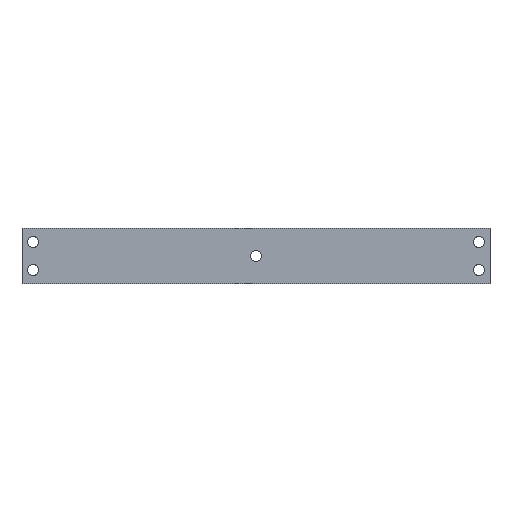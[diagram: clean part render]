
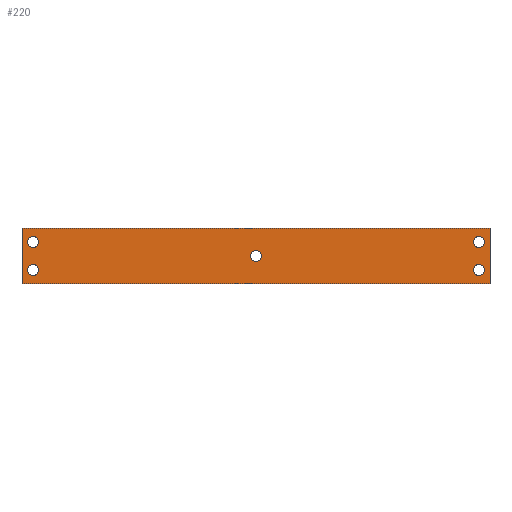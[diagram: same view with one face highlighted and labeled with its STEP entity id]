
A CAD part, top view. The second image highlights one B-rep face of the part: STEP entity #220.
In plain terms, the highlighted planar face has unit normal (0, 0, 1).
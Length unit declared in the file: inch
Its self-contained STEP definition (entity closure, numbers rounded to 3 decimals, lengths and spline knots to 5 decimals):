
#15=FACE_BOUND('',#52,.T.);
#16=FACE_BOUND('',#53,.T.);
#17=FACE_BOUND('',#54,.T.);
#18=FACE_BOUND('',#55,.T.);
#19=FACE_BOUND('',#56,.T.);
#29=PLANE('',#263);
#40=FACE_OUTER_BOUND('',#51,.T.);
#51=EDGE_LOOP('',(#188,#189,#190,#191));
#52=EDGE_LOOP('',(#192));
#53=EDGE_LOOP('',(#193));
#54=EDGE_LOOP('',(#194));
#55=EDGE_LOOP('',(#195));
#56=EDGE_LOOP('',(#196));
#70=LINE('',#364,#87);
#73=LINE('',#370,#90);
#76=LINE('',#376,#93);
#79=LINE('',#380,#96);
#87=VECTOR('',#306,0.3937);
#90=VECTOR('',#311,0.3937);
#93=VECTOR('',#316,0.3937);
#96=VECTOR('',#321,0.3937);
#97=CIRCLE('',#245,0.1);
#99=CIRCLE('',#248,0.1);
#101=CIRCLE('',#251,0.1);
#103=CIRCLE('',#254,0.1);
#105=CIRCLE('',#257,0.1);
#107=VERTEX_POINT('',#328);
#109=VERTEX_POINT('',#334);
#111=VERTEX_POINT('',#340);
#113=VERTEX_POINT('',#346);
#115=VERTEX_POINT('',#352);
#119=VERTEX_POINT('',#361);
#120=VERTEX_POINT('',#363);
#122=VERTEX_POINT('',#369);
#124=VERTEX_POINT('',#375);
#125=EDGE_CURVE('',#107,#107,#97,.T.);
#128=EDGE_CURVE('',#109,#109,#99,.T.);
#131=EDGE_CURVE('',#111,#111,#101,.T.);
#134=EDGE_CURVE('',#113,#113,#103,.T.);
#137=EDGE_CURVE('',#115,#115,#105,.T.);
#142=EDGE_CURVE('',#120,#119,#70,.T.);
#145=EDGE_CURVE('',#122,#120,#73,.T.);
#148=EDGE_CURVE('',#124,#122,#76,.T.);
#151=EDGE_CURVE('',#119,#124,#79,.T.);
#188=ORIENTED_EDGE('',*,*,#151,.T.);
#189=ORIENTED_EDGE('',*,*,#148,.T.);
#190=ORIENTED_EDGE('',*,*,#145,.T.);
#191=ORIENTED_EDGE('',*,*,#142,.T.);
#192=ORIENTED_EDGE('',*,*,#137,.T.);
#193=ORIENTED_EDGE('',*,*,#134,.T.);
#194=ORIENTED_EDGE('',*,*,#131,.T.);
#195=ORIENTED_EDGE('',*,*,#128,.T.);
#196=ORIENTED_EDGE('',*,*,#125,.T.);
#220=ADVANCED_FACE('',(#40,#15,#16,#17,#18,#19),#29,.T.);
#245=AXIS2_PLACEMENT_3D('',#329,#269,#270);
#248=AXIS2_PLACEMENT_3D('',#335,#276,#277);
#251=AXIS2_PLACEMENT_3D('',#341,#283,#284);
#254=AXIS2_PLACEMENT_3D('',#347,#290,#291);
#257=AXIS2_PLACEMENT_3D('',#353,#297,#298);
#263=AXIS2_PLACEMENT_3D('',#381,#322,#323);
#269=DIRECTION('center_axis',(0.,0.,-1.));
#270=DIRECTION('ref_axis',(-1.,0.,0.));
#276=DIRECTION('center_axis',(0.,0.,-1.));
#277=DIRECTION('ref_axis',(-1.,0.,0.));
#283=DIRECTION('center_axis',(0.,0.,-1.));
#284=DIRECTION('ref_axis',(-1.,0.,0.));
#290=DIRECTION('center_axis',(0.,0.,-1.));
#291=DIRECTION('ref_axis',(-1.,0.,0.));
#297=DIRECTION('center_axis',(0.,0.,-1.));
#298=DIRECTION('ref_axis',(-1.,0.,0.));
#306=DIRECTION('',(0.,1.,0.));
#311=DIRECTION('',(1.,0.,0.));
#316=DIRECTION('',(0.,-1.,0.));
#321=DIRECTION('',(-1.,0.,0.));
#322=DIRECTION('center_axis',(0.,0.,1.));
#323=DIRECTION('ref_axis',(1.,0.,0.));
#328=CARTESIAN_POINT('',(-3.69618,1.86597,0.0625));
#329=CARTESIAN_POINT('Origin',(-3.79618,1.86597,0.0625));
#334=CARTESIAN_POINT('',(4.30382,1.86597,0.0625));
#335=CARTESIAN_POINT('Origin',(4.20382,1.86597,0.0625));
#340=CARTESIAN_POINT('',(4.30382,1.36597,0.0625));
#341=CARTESIAN_POINT('Origin',(4.20382,1.36597,0.0625));
#346=CARTESIAN_POINT('',(-3.69618,1.36597,0.0625));
#347=CARTESIAN_POINT('Origin',(-3.79618,1.36597,0.0625));
#352=CARTESIAN_POINT('',(0.30382,1.61597,0.0625));
#353=CARTESIAN_POINT('Origin',(0.20382,1.61597,0.0625));
#361=CARTESIAN_POINT('',(4.40382,2.11597,0.0625));
#363=CARTESIAN_POINT('',(4.40382,1.11597,0.0625));
#364=CARTESIAN_POINT('',(4.40382,1.11597,0.0625));
#369=CARTESIAN_POINT('',(-3.99618,1.11597,0.0625));
#370=CARTESIAN_POINT('',(-3.99618,1.11597,0.0625));
#375=CARTESIAN_POINT('',(-3.99618,2.11597,0.0625));
#376=CARTESIAN_POINT('',(-3.99618,2.11597,0.0625));
#380=CARTESIAN_POINT('',(4.40382,2.11597,0.0625));
#381=CARTESIAN_POINT('Origin',(0.20382,1.61597,0.0625));
